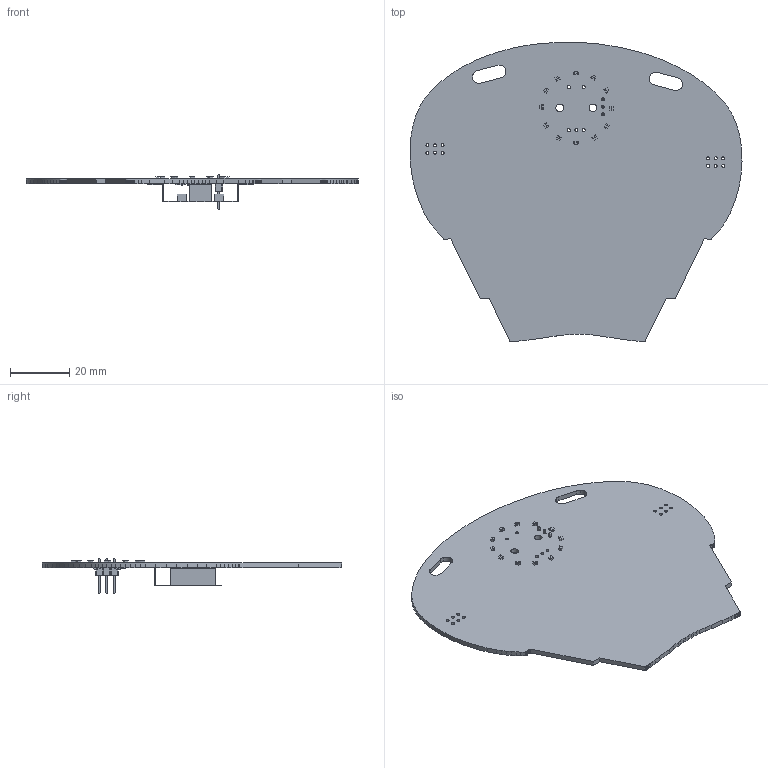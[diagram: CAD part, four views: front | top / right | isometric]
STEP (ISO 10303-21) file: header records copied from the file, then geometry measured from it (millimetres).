
FILE_DESCRIPTION(('KiCad electronic assembly'),'2;1');
FILE_NAME('B-Sides 2025.step','2025-02-04T02:26:47',('Pcbnew'),('Kicad') ,'Open CASCADE STEP processor 7.8','KiCad to STEP converter','Unknown' );
FILE_SCHEMA(('AUTOMOTIVE_DESIGN { 1 0 10303 214 1 1 1 1 }'));
Length unit declared in the file: millimetre
Products named in the file (12): B-Sides 2025 1; LED_Kingbright_APA1606_1.6x0.6mm_Horizontal; R_0402_1005Metric; BatteryHolder_Keystone_3008_1x2450; Keystone_3008_1x2450; C_0402_1005Metric; PinHeader_1x03_P2.54mm_Vertical; PinHeader_1x03_P254mm_Vertical; B-Sides 2025_PCB
Assembly tree (38 placements, depth 3):
  B-Sides 2025 1
    LED_Kingbright_APA1606_1.6x0.6mm_Horizontal  x12
      LED_Kingbright_APA1606_1.6x0.6mm_Horizontal
    R_0402_1005Metric  x14
      R_0402_1005Metric
    BatteryHolder_Keystone_3008_1x2450
      Keystone_3008_1x2450
    C_0402_1005Metric  x4
      C_0402_1005Metric
    PinHeader_1x03_P2.54mm_Vertical
      PinHeader_1x03_P254mm_Vertical
    B-Sides 2025_PCB
Bounding box: 111.82 x 100.84 x 11.54 mm (x, y, z)
Volume: 13802.2 mm3; surface area: 19590.9 mm2
Topology: 34 solids, 34 shells, 1176 faces, 3196 edges, 2098 vertices
Faces by surface type: plane 973, cylinder 203
Full cylindrical faces by diameter (mm): 1 x8, 1.016 x12, 2.36 x2, 2.6 x2
Entity records: 16958 total; most frequent: CARTESIAN_POINT 2665, ORIENTED_EDGE 2608, DIRECTION 2444, EDGE_CURVE 1304, LINE 1178, VECTOR 1178, VERTEX_POINT 854, AXIS2_PLACEMENT_3D 633
